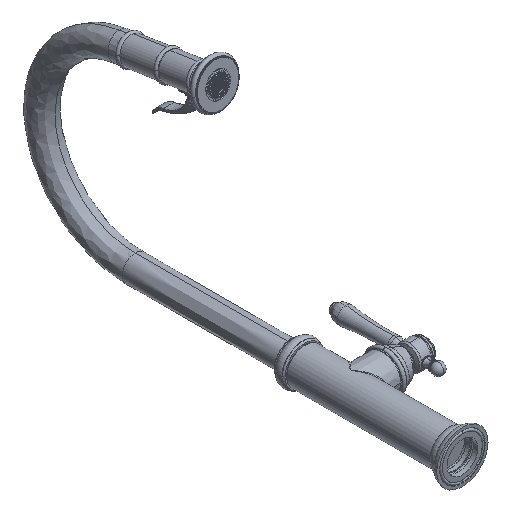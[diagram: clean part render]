
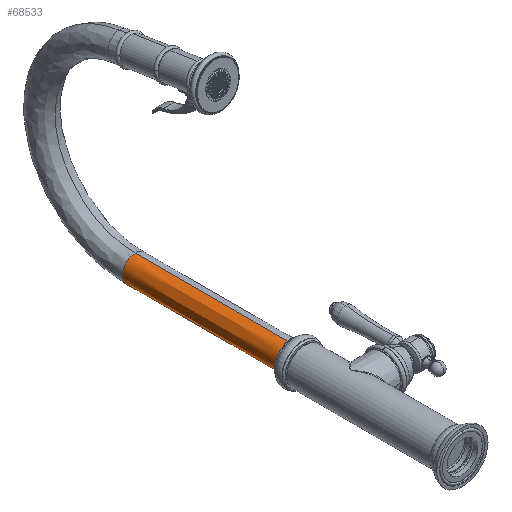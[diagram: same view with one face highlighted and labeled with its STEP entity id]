
A CAD part, isometric view. The second image highlights one B-rep face of the part: STEP entity #68533.
In plain terms, the highlighted free-form (B-spline) face has degree [3, 3] with [10, 4] control points.
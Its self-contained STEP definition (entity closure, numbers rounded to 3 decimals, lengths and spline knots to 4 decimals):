
#17724=CARTESIAN_POINT('',(0.,13.718,-0.57));
#17725=CARTESIAN_POINT('',(-0.1193,13.718,-0.57));
#17726=CARTESIAN_POINT('',(-0.3578,13.718,-0.4925));
#17727=CARTESIAN_POINT('',(-0.579,13.718,-0.1881));
#17728=CARTESIAN_POINT('',(-0.579,13.718,0.1881));
#17729=CARTESIAN_POINT('',(-0.3578,13.718,0.4925));
#17730=CARTESIAN_POINT('',(-0.1193,13.718,0.57));
#17731=CARTESIAN_POINT('',(0.,13.718,0.57));
#17864=CARTESIAN_POINT('',(0.,13.718,0.57));
#17871=CARTESIAN_POINT('',(0.,13.718,-0.57));
#17873=DIRECTION('',(0.,1.,0.));
#17874=VECTOR('',#17873,6.858);
#17875=CARTESIAN_POINT('',(0.,6.86,0.57));
#17876=LINE('',#17875,#17874);
#17887=CARTESIAN_POINT('',(0.,6.86,0.57));
#17894=CARTESIAN_POINT('',(0.,6.86,-0.57));
#17896=CARTESIAN_POINT('',(0.,6.86,-0.57));
#17897=CARTESIAN_POINT('',(-0.1193,6.86,-0.57));
#17898=CARTESIAN_POINT('',(-0.3578,6.86,-0.4925));
#17899=CARTESIAN_POINT('',(-0.579,6.86,-0.1881));
#17900=CARTESIAN_POINT('',(-0.579,6.86,0.1881));
#17901=CARTESIAN_POINT('',(-0.3578,6.86,0.4925));
#17902=CARTESIAN_POINT('',(-0.1193,6.86,0.57));
#17903=CARTESIAN_POINT('',(0.,6.86,0.57));
#20374=DIRECTION('',(0.,1.,0.));
#20375=VECTOR('',#20374,6.858);
#20376=CARTESIAN_POINT('',(0.,6.86,-0.57));
#20377=LINE('',#20376,#20375);
#43830=VERTEX_POINT('',#17864);
#43831=VERTEX_POINT('',#17871);
#43836=VERTEX_POINT('',#17887);
#43837=VERTEX_POINT('',#17894);
#68486=CARTESIAN_POINT('',(0.0128,6.7228,-0.5699));
#68487=CARTESIAN_POINT('',(0.0128,9.1003,
-0.5699));
#68488=CARTESIAN_POINT('',(0.0128,11.4777,-0.5699));
#68489=CARTESIAN_POINT('',(0.0128,13.8552,-0.5699));
#68490=CARTESIAN_POINT('',(0.0086,6.7228,-0.57));
#68491=CARTESIAN_POINT('',(0.0086,9.1003,
-0.57));
#68492=CARTESIAN_POINT('',(0.0086,11.4777,-0.57));
#68493=CARTESIAN_POINT('',(0.0086,13.8552,-0.57));
#68494=CARTESIAN_POINT('',(-0.115,6.7228,-0.5714));
#68495=CARTESIAN_POINT('',(-0.115,9.1003,
-0.5714));
#68496=CARTESIAN_POINT('',(-0.115,11.4777,-0.5714));
#68497=CARTESIAN_POINT('',(-0.115,13.8552,-0.5714));
#68498=CARTESIAN_POINT('',(-0.3578,6.7228,-0.4925));
#68499=CARTESIAN_POINT('',(-0.3578,9.1003,
-0.4925));
#68500=CARTESIAN_POINT('',(-0.3578,11.4777,-0.4925));
#68501=CARTESIAN_POINT('',(-0.3578,13.8552,-0.4925));
#68502=CARTESIAN_POINT('',(-0.579,6.7228,-0.1881));
#68503=CARTESIAN_POINT('',(-0.579,9.1003,
-0.1881));
#68504=CARTESIAN_POINT('',(-0.579,11.4777,-0.1881));
#68505=CARTESIAN_POINT('',(-0.579,13.8552,-0.1881));
#68506=CARTESIAN_POINT('',(-0.579,6.7228,0.1881));
#68507=CARTESIAN_POINT('',(-0.579,9.1003,
0.1881));
#68508=CARTESIAN_POINT('',(-0.579,11.4777,0.1881));
#68509=CARTESIAN_POINT('',(-0.579,13.8552,0.1881));
#68510=CARTESIAN_POINT('',(-0.3578,6.7228,0.4925));
#68511=CARTESIAN_POINT('',(-0.3578,9.1003,
0.4925));
#68512=CARTESIAN_POINT('',(-0.3578,11.4777,0.4925));
#68513=CARTESIAN_POINT('',(-0.3578,13.8552,0.4925));
#68514=CARTESIAN_POINT('',(-0.115,6.7228,0.5714));
#68515=CARTESIAN_POINT('',(-0.115,9.1003,
0.5714));
#68516=CARTESIAN_POINT('',(-0.115,11.4777,0.5714));
#68517=CARTESIAN_POINT('',(-0.115,13.8552,0.5714));
#68518=CARTESIAN_POINT('',(0.0086,6.7228,0.57));
#68519=CARTESIAN_POINT('',(0.0086,9.1003,
0.57));
#68520=CARTESIAN_POINT('',(0.0086,11.4777,0.57));
#68521=CARTESIAN_POINT('',(0.0086,13.8552,0.57));
#68522=CARTESIAN_POINT('',(0.0128,6.7228,0.5699));
#68523=CARTESIAN_POINT('',(0.0128,9.1003,
0.5699));
#68524=CARTESIAN_POINT('',(0.0128,11.4777,0.5699));
#68525=CARTESIAN_POINT('',(0.0128,13.8552,0.5699));
#68526=B_SPLINE_SURFACE_WITH_KNOTS('',3,3,((#68486,#68487,#68488,#68489),
(#68490,#68491,#68492,#68493),(#68494,#68495,#68496,#68497),(#68498,#68499,
#68500,#68501),(#68502,#68503,#68504,#68505),(#68506,#68507,#68508,#68509),(
#68510,#68511,#68512,#68513),(#68514,#68515,#68516,#68517),(#68518,#68519,
#68520,#68521),(#68522,#68523,#68524,#68525)),.UNSPECIFIED.,.F.,.F.,.F.,(4,1,1,
1,1,1,1,4),(4,4),(0.4964,0.5,0.6,0.7,0.8,0.9,1.,
1.0036),(-0.02,1.02),.UNSPECIFIED.);
#68527=ORIENTED_EDGE('',*,*,#65228,.F.);
#68528=ORIENTED_EDGE('',*,*,#65211,.T.);
#68529=ORIENTED_EDGE('',*,*,#64918,.T.);
#68530=ORIENTED_EDGE('',*,*,#65208,.F.);
#68531=EDGE_LOOP('',(#68527,#68528,#68529,#68530));
#68532=FACE_OUTER_BOUND('',#68531,.F.);
#68533=ADVANCED_FACE('',(#68532),#68526,.T.);
#17732=B_SPLINE_CURVE_WITH_KNOTS('',3,(#17724,#17725,#17726,#17727,#17728,
#17729,#17730,#17731),.UNSPECIFIED.,.F.,.F.,(4,1,1,1,1,4),(0.,0.2,0.4,
0.6,0.8,1.),.UNSPECIFIED.);
#17904=B_SPLINE_CURVE_WITH_KNOTS('',3,(#17896,#17897,#17898,#17899,#17900,
#17901,#17902,#17903),.UNSPECIFIED.,.F.,.F.,(4,1,1,1,1,4),(0.,0.2,0.4,
0.6,0.8,1.),.UNSPECIFIED.);
#64918=EDGE_CURVE('',#43831,#43830,#17732,.T.);
#65208=EDGE_CURVE('',#43836,#43830,#17876,.T.);
#65211=EDGE_CURVE('',#43837,#43831,#20377,.T.);
#65228=EDGE_CURVE('',#43837,#43836,#17904,.T.);
